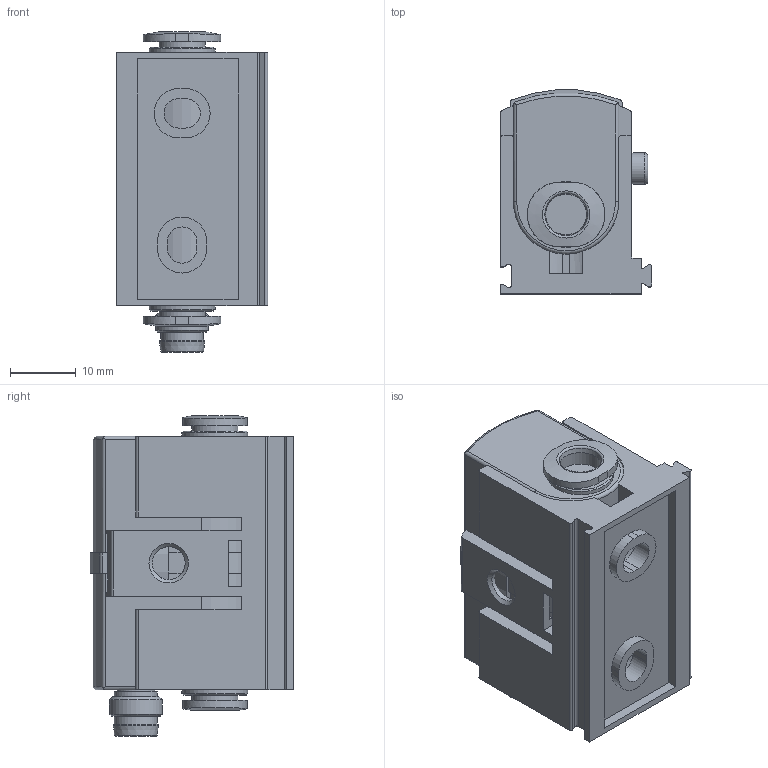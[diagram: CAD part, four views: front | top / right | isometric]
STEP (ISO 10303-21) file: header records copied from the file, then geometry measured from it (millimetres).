
FILE_DESCRIPTION(/* description */ ('STEP AP214'),/* implementation_level */ '2;1');
FILE_NAME(/* name */ '567464_SDE5-V1-NF-Q6-V-M8',/* time_stamp */ '2024-09-15T00:27:56+02:00',/* author */ ('License CC BY-ND 4.0'),/* organization */ ('CADENAS'),/* preprocessor_version */ 'ST-DEVELOPER v19.3',/* originating_system */ 'PARTsolutions',/* authorisation */ ' ');
FILE_SCHEMA (('AUTOMOTIVE_DESIGN {1 0 10303 214 3 1 1}'));
Length unit declared in the file: millimetre
Products named in the file (3): 567464 SDE5-V1-NF-Q6-V-M8; 567464 SDE5-Q6-M8(NF)---(DS); 653056 SDE5---(H)
Assembly tree (2 placements, depth 2):
  567464 SDE5-V1-NF-Q6-V-M8
    567464 SDE5-Q6-M8(NF)---(DS)
    653056 SDE5---(H)
Bounding box: 23 x 30.94 x 48.6 mm (x, y, z)
Volume: 20876.6 mm3; surface area: 10709.8 mm2
Topology: 2 solids, 2 shells, 301 faces, 814 edges, 536 vertices
Faces by surface type: plane 154, cylinder 124, cone 12, torus 8, sphere 3
Full cylindrical faces by diameter (mm): 1 x3, 4.8 x1, 5 x1, 5.8 x2, 6.2 x2, 6.5 x2, 6.9 x1, 7 x2, 8 x1, 10 x2
Entity records: 10311 total; most frequent: CARTESIAN_POINT 1861, DIRECTION 1536, ORIENTED_EDGE 1534, EDGE_CURVE 767, AXIS2_PLACEMENT_3D 529, VERTEX_POINT 525, LINE 478, VECTOR 478
